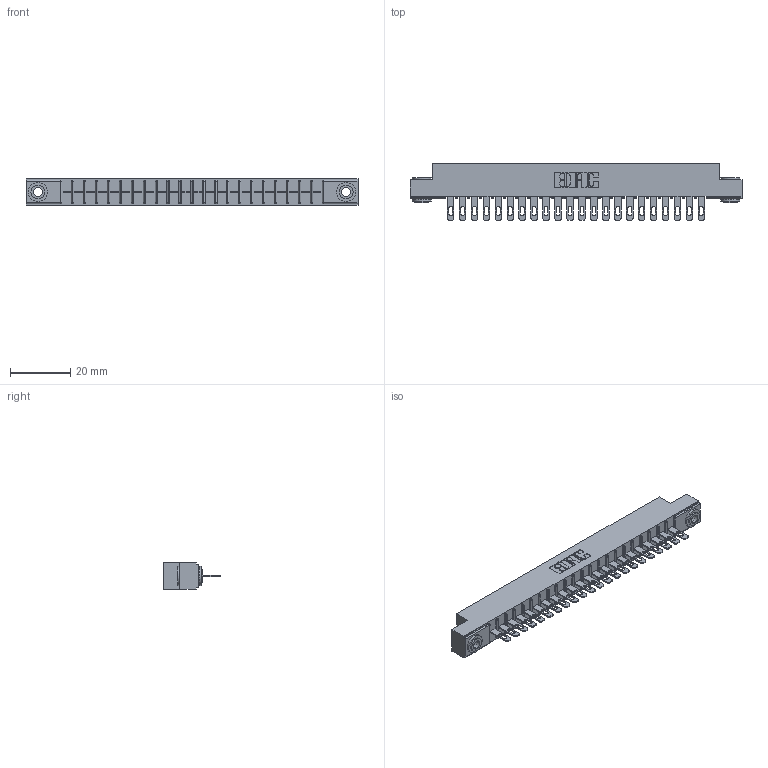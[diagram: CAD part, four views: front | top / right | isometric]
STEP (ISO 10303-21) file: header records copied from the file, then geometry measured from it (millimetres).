
FILE_DESCRIPTION (( 'STEP AP203' ), '1' );
FILE_NAME ('356-022-400-103.STEP', '2020-09-23T15:11:38', ( '' ), ( '' ), 'SwSTEP 2.0', 'SolidWorks 2020', '' );
FILE_SCHEMA (( 'CONFIG_CONTROL_DESIGN' ));
Length unit declared in the file: inch
Products named in the file (4): 306-290-001_100; 306 Part_.156 Dia; 356-022-400-103; 345-250-002_345-250-002-102
Assembly tree (25 placements, depth 2):
  356-022-400-103
    306 Part_.156 Dia
    306-290-001_100  x22
    345-250-002_345-250-002-102  x2
Bounding box: 110.19 x 18.87 x 8.71 mm (x, y, z)
Volume: 7603.9 mm3; surface area: 11854.4 mm2
Topology: 25 solids, 25 shells, 1840 faces, 5158 edges, 3316 vertices
Faces by surface type: plane 1192, cylinder 552, sphere 88, cone 8
Entity records: 24336 total; most frequent: CARTESIAN_POINT 4062, DIRECTION 4022, ORIENTED_EDGE 4016, EDGE_CURVE 2008, VECTOR 1550, LINE 1550, VERTEX_POINT 1276, AXIS2_PLACEMENT_3D 1236
